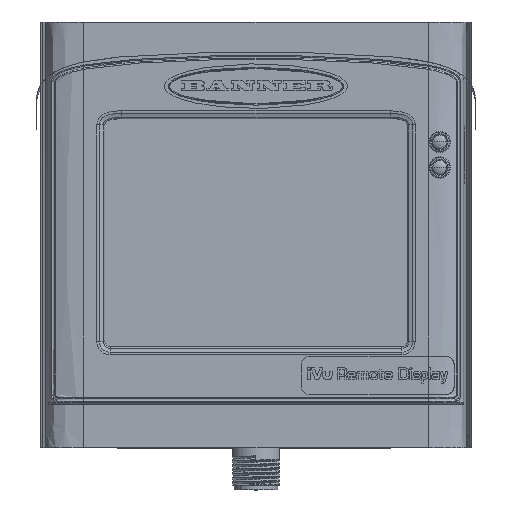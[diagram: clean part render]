
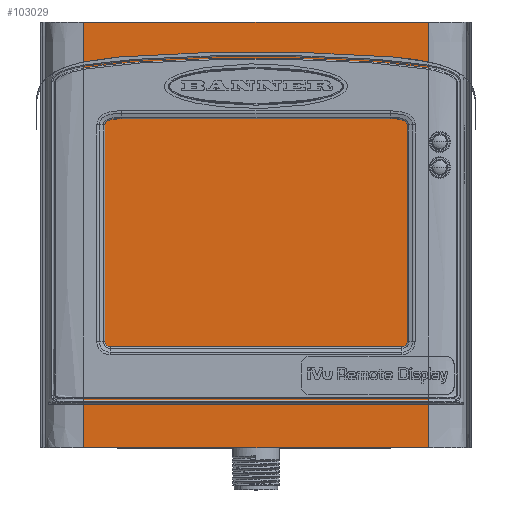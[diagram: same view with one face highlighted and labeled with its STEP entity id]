
A CAD part, top view. The second image highlights one B-rep face of the part: STEP entity #103029.
In plain terms, the highlighted planar face has unit normal (0, 0, 1).
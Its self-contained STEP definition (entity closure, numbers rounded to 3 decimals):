
#102873=DIRECTION('',(0.,1.,0.));
#102874=VECTOR('',#102873,100.);
#102875=CARTESIAN_POINT('',(40.5,-50.,-1.));
#102876=LINE('',#102875,#102874);
#102904=DIRECTION('',(-1.,0.,0.));
#102905=VECTOR('',#102904,81.);
#102906=CARTESIAN_POINT('',(40.5,-50.,-1.));
#102907=LINE('',#102906,#102905);
#102908=DIRECTION('',(0.,1.,0.));
#102909=VECTOR('',#102908,100.);
#102910=CARTESIAN_POINT('',(-40.5,-50.,-1.));
#102911=LINE('',#102910,#102909);
#102912=DIRECTION('',(1.,0.,0.));
#102913=VECTOR('',#102912,81.);
#102914=CARTESIAN_POINT('',(-40.5,50.,-1.));
#102915=LINE('',#102914,#102913);
#102916=CARTESIAN_POINT('',(-40.5,-50.,-1.));
#102964=CARTESIAN_POINT('',(-40.5,50.,-1.));
#102967=VERTEX_POINT('',#102916);
#102968=CARTESIAN_POINT('',(40.5,-50.,-1.));
#102969=VERTEX_POINT('',#102968);
#102972=VERTEX_POINT('',#102964);
#102973=CARTESIAN_POINT('',(40.5,50.,-1.));
#102974=VERTEX_POINT('',#102973);
#103015=CARTESIAN_POINT('',(-40.5,-50.,-1.));
#103016=DIRECTION('',(0.,0.,1.));
#103017=DIRECTION('',(1.,0.,0.));
#103018=AXIS2_PLACEMENT_3D('',#103015,#103016,#103017);
#103019=PLANE('',#103018);
#103021=ORIENTED_EDGE('',*,*,#103020,.T.);
#103023=ORIENTED_EDGE('',*,*,#103022,.T.);
#103025=ORIENTED_EDGE('',*,*,#103024,.T.);
#103026=ORIENTED_EDGE('',*,*,#103006,.F.);
#103027=EDGE_LOOP('',(#103021,#103023,#103025,#103026));
#103028=FACE_OUTER_BOUND('',#103027,.F.);
#103029=ADVANCED_FACE('',(#103028),#103019,.T.);
#103006=EDGE_CURVE('',#102969,#102974,#102876,.T.);
#103020=EDGE_CURVE('',#102969,#102967,#102907,.T.);
#103022=EDGE_CURVE('',#102967,#102972,#102911,.T.);
#103024=EDGE_CURVE('',#102972,#102974,#102915,.T.);
